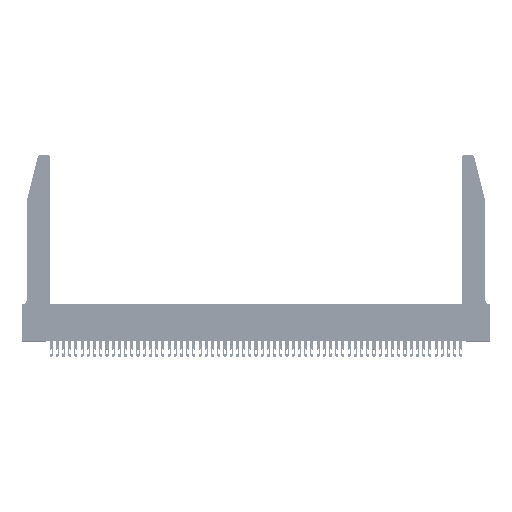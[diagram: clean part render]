
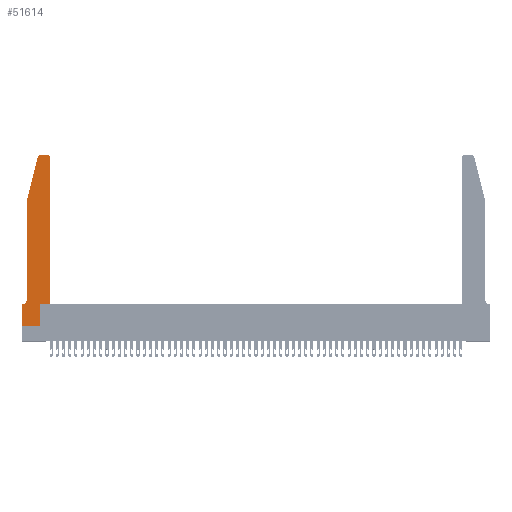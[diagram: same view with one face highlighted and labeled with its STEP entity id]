
A CAD part, top view. The second image highlights one B-rep face of the part: STEP entity #51614.
In plain terms, the highlighted planar face has unit normal (0, 0, 1).
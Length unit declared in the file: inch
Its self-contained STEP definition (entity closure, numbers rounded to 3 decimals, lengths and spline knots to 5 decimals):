
#349 = EDGE_CURVE ( 'NONE', #17251, #40064, #48673, .T. ) ;
#647 = CARTESIAN_POINT ( 'NONE',  ( 0.0755, 2., 0.37 ) ) ;
#1445 = LINE ( 'NONE', #2341, #22292 ) ;
#1742 = EDGE_CURVE ( 'NONE', #27107, #44927, #37280, .T. ) ;
#1959 = CARTESIAN_POINT ( 'NONE',  ( 0.0755, 0.42, 0.37 ) ) ;
#2341 = CARTESIAN_POINT ( 'NONE',  ( 0., 0., 0.37 ) ) ;
#3239 = EDGE_CURVE ( 'NONE', #31460, #9755, #5872, .T. ) ;
#4740 = ORIENTED_EDGE ( 'NONE', *, *, #35047, .T. ) ;
#4877 = CARTESIAN_POINT ( 'NONE',  ( 0.4205, 2.72, 0.37 ) ) ;
#5330 = CARTESIAN_POINT ( 'NONE',  ( 0.2865, 0., 0.37 ) ) ;
#5418 = DIRECTION ( 'NONE',  ( 1., 0., 0. ) ) ;
#5872 = LINE ( 'NONE', #30609, #50197 ) ;
#6064 = VECTOR ( 'NONE', #24928, 39.37008 ) ;
#6767 = LINE ( 'NONE', #45993, #8066 ) ;
#7794 = CARTESIAN_POINT ( 'NONE',  ( 0.0055, 0.35, 0.37 ) ) ;
#8066 = VECTOR ( 'NONE', #37599, 39.37008 ) ;
#8270 = CARTESIAN_POINT ( 'NONE',  ( 0.4505, 0.35, 0.37 ) ) ;
#8333 = DIRECTION ( 'NONE',  ( 1., 0., 0. ) ) ;
#9090 = CARTESIAN_POINT ( 'NONE',  ( 0.2865, 0.35, 0.37 ) ) ;
#9211 = CARTESIAN_POINT ( 'NONE',  ( 0.284, 2.75, 0.37 ) ) ;
#9342 = CARTESIAN_POINT ( 'NONE',  ( 0.2605, 2.75, 0.37 ) ) ;
#9426 = VECTOR ( 'NONE', #36801, 39.37008 ) ;
#9523 = VECTOR ( 'NONE', #41384, 39.37008 ) ;
#9755 = VERTEX_POINT ( 'NONE', #1959 ) ;
#11786 = ORIENTED_EDGE ( 'NONE', *, *, #17329, .T. ) ;
#12284 = EDGE_CURVE ( 'NONE', #44927, #26572, #28459, .T. ) ;
#13072 = LINE ( 'NONE', #647, #48369 ) ;
#13929 = ORIENTED_EDGE ( 'NONE', *, *, #27109, .T. ) ;
#14494 = DIRECTION ( 'NONE',  ( 0., 0., 1. ) ) ;
#14790 = CARTESIAN_POINT ( 'NONE',  ( 0., 0., 0.37 ) ) ;
#16843 = ORIENTED_EDGE ( 'NONE', *, *, #12284, .T. ) ;
#17166 = AXIS2_PLACEMENT_3D ( 'NONE', #49842, #42213, #8333 ) ;
#17251 = VERTEX_POINT ( 'NONE', #41860 ) ;
#17329 = EDGE_CURVE ( 'NONE', #9755, #38161, #26234, .T. ) ;
#18607 = CARTESIAN_POINT ( 'NONE',  ( 0.4505, 2.72, 0.37 ) ) ;
#18775 = CARTESIAN_POINT ( 'NONE',  ( 0.4505, 0.35, 0.37 ) ) ;
#18912 = CARTESIAN_POINT ( 'NONE',  ( 0., 0.35, 0.37 ) ) ;
#19481 = DIRECTION ( 'NONE',  ( 0., -1., 0. ) ) ;
#20340 = ORIENTED_EDGE ( 'NONE', *, *, #349, .T. ) ;
#21335 = CARTESIAN_POINT ( 'NONE',  ( 0.4505, 0.35, 0.37 ) ) ;
#22292 = VECTOR ( 'NONE', #19481, 39.37008 ) ;
#22743 = DIRECTION ( 'NONE',  ( 0., -1., 0. ) ) ;
#22961 = ORIENTED_EDGE ( 'NONE', *, *, #35857, .T. ) ;
#23099 = DIRECTION ( 'NONE',  ( 1., 0., 0. ) ) ;
#23638 = VERTEX_POINT ( 'NONE', #49948 ) ;
#23722 = CARTESIAN_POINT ( 'NONE',  ( 0.2865, 0.35, 0.37 ) ) ;
#24092 = VERTEX_POINT ( 'NONE', #14790 ) ;
#24928 = DIRECTION ( 'NONE',  ( 1., 0., 0. ) ) ;
#25236 = ORIENTED_EDGE ( 'NONE', *, *, #1742, .T. ) ;
#25291 = CARTESIAN_POINT ( 'NONE',  ( 0., 0., 0.37 ) ) ;
#25421 = DIRECTION ( 'NONE',  ( -0.239, -0.971, 0. ) ) ;
#26023 = CARTESIAN_POINT ( 'NONE',  ( 0.0055, 0.42, 0.37 ) ) ;
#26234 = CIRCLE ( 'NONE', #40592, 0.07 ) ;
#26572 = VERTEX_POINT ( 'NONE', #18607 ) ;
#27107 = VERTEX_POINT ( 'NONE', #9090 ) ;
#27109 = EDGE_CURVE ( 'NONE', #26572, #17251, #51469, .T. ) ;
#27356 = DIRECTION ( 'NONE',  ( 1., 0., 0. ) ) ;
#27562 = ORIENTED_EDGE ( 'NONE', *, *, #30393, .T. ) ;
#28459 = LINE ( 'NONE', #21335, #9523 ) ;
#28917 = ORIENTED_EDGE ( 'NONE', *, *, #3239, .T. ) ;
#30393 = EDGE_CURVE ( 'NONE', #40064, #33041, #51050, .T. ) ;
#30420 = DIRECTION ( 'NONE',  ( 0., 0., 1. ) ) ;
#30519 = CARTESIAN_POINT ( 'NONE',  ( 0.25487, 2.72718, 0.37 ) ) ;
#30609 = CARTESIAN_POINT ( 'NONE',  ( 0.0755, 2., 0.37 ) ) ;
#31253 = VERTEX_POINT ( 'NONE', #5330 ) ;
#31460 = VERTEX_POINT ( 'NONE', #41748 ) ;
#31671 = FACE_OUTER_BOUND ( 'NONE', #48510, .T. ) ;
#32098 = VECTOR ( 'NONE', #27356, 39.37008 ) ;
#33041 = VERTEX_POINT ( 'NONE', #30519 ) ;
#34403 = DIRECTION ( 'NONE',  ( -1., 0., 0. ) ) ;
#35047 = EDGE_CURVE ( 'NONE', #31253, #27107, #50496, .T. ) ;
#35857 = EDGE_CURVE ( 'NONE', #24092, #31253, #37329, .T. ) ;
#36236 = ORIENTED_EDGE ( 'NONE', *, *, #44084, .T. ) ;
#36801 = DIRECTION ( 'NONE',  ( 0., 1., 0. ) ) ;
#37280 = LINE ( 'NONE', #18775, #32098 ) ;
#37329 = LINE ( 'NONE', #25291, #6064 ) ;
#37599 = DIRECTION ( 'NONE',  ( -1., 0., 0. ) ) ;
#38161 = VERTEX_POINT ( 'NONE', #7794 ) ;
#38279 = VECTOR ( 'NONE', #42495, 39.37008 ) ;
#38754 = AXIS2_PLACEMENT_3D ( 'NONE', #4877, #30420, #5418 ) ;
#40064 = VERTEX_POINT ( 'NONE', #9211 ) ;
#40592 = AXIS2_PLACEMENT_3D ( 'NONE', #26023, #42749, #34403 ) ;
#41384 = DIRECTION ( 'NONE',  ( 0., 1., 0. ) ) ;
#41748 = CARTESIAN_POINT ( 'NONE',  ( 0.0755, 2., 0.37 ) ) ;
#41860 = CARTESIAN_POINT ( 'NONE',  ( 0.4205, 2.75, 0.37 ) ) ;
#42213 = DIRECTION ( 'NONE',  ( 0., 0., 1. ) ) ;
#42495 = DIRECTION ( 'NONE',  ( -1., 0., 0. ) ) ;
#42749 = DIRECTION ( 'NONE',  ( 0., 0., -1. ) ) ;
#42932 = EDGE_CURVE ( 'NONE', #38161, #23638, #6767, .T. ) ;
#44084 = EDGE_CURVE ( 'NONE', #23638, #24092, #1445, .T. ) ;
#44858 = AXIS2_PLACEMENT_3D ( 'NONE', #18912, #14494, #23099 ) ;
#44927 = VERTEX_POINT ( 'NONE', #8270 ) ;
#45993 = CARTESIAN_POINT ( 'NONE',  ( 0.0755, 0.35, 0.37 ) ) ;
#46660 = ORIENTED_EDGE ( 'NONE', *, *, #47629, .T. ) ;
#47629 = EDGE_CURVE ( 'NONE', #33041, #31460, #13072, .T. ) ;
#48369 = VECTOR ( 'NONE', #25421, 39.37008 ) ;
#48510 = EDGE_LOOP ( 'NONE', ( #20340, #27562, #46660, #28917, #11786, #53511, #36236, #22961, #4740, #25236, #16843, #13929 ) ) ;
#48673 = LINE ( 'NONE', #9342, #38279 ) ;
#49842 = CARTESIAN_POINT ( 'NONE',  ( 0.284, 2.72, 0.37 ) ) ;
#49948 = CARTESIAN_POINT ( 'NONE',  ( 0., 0.35, 0.37 ) ) ;
#50197 = VECTOR ( 'NONE', #22743, 39.37008 ) ;
#50496 = LINE ( 'NONE', #23722, #9426 ) ;
#51050 = CIRCLE ( 'NONE', #17166, 0.03 ) ;
#51469 = CIRCLE ( 'NONE', #38754, 0.03 ) ;
#51614 = ADVANCED_FACE ( 'NONE', ( #31671 ), #51690, .T. ) ;
#51690 = PLANE ( 'NONE',  #44858 ) ;
#53511 = ORIENTED_EDGE ( 'NONE', *, *, #42932, .T. ) ;
